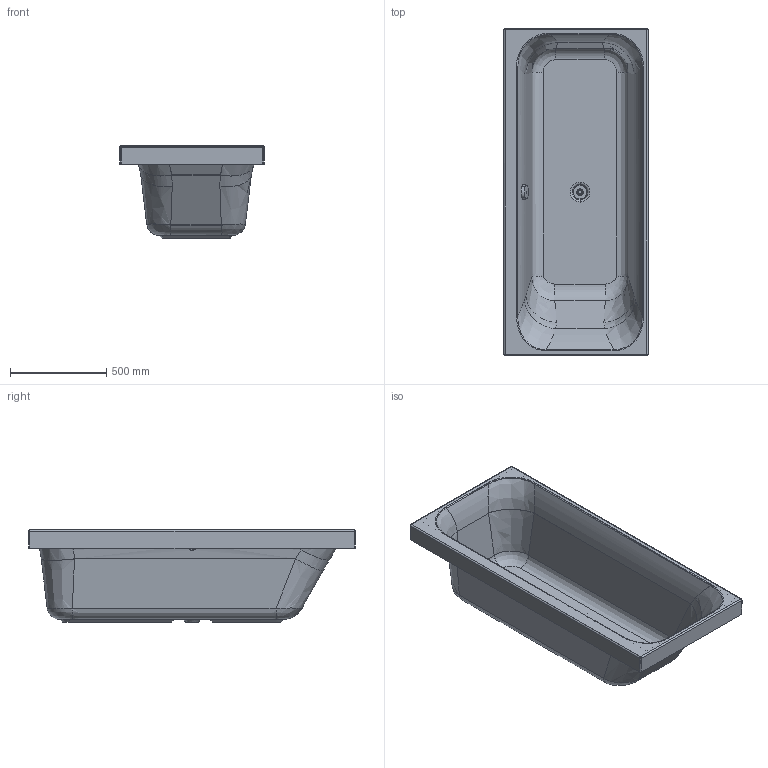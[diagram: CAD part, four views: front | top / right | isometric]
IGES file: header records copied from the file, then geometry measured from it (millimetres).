
Global section: file name: No Iges File Name specified; native system: Autodesk Inventor 2011; preprocessor: AutoDesk Inventor Iges Exporter R2011; author: Administrator; date: 20130603.142634; units: millimetre
Bounding box: 750.22 x 1700.1 x 480 mm (x, y, z)
Volume: 22798797.2 mm3; surface area: 7252883.4 mm2
Topology: 6 solids, 6 shells, 344 faces, 881 edges, 531 vertices
Faces by surface type: plane 135, revolution 85, bspline 70, cylinder 32, cone 10, torus 6, sphere 6
